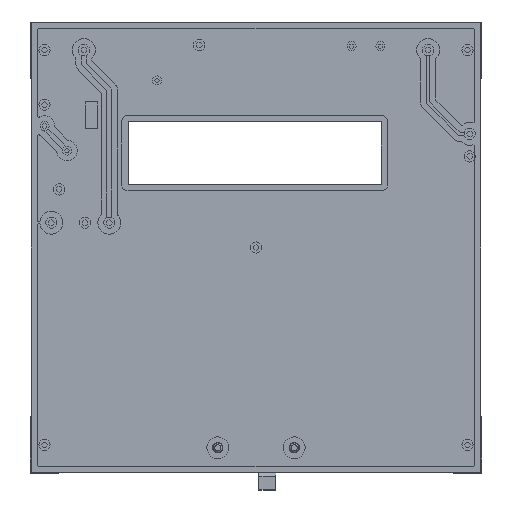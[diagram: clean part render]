
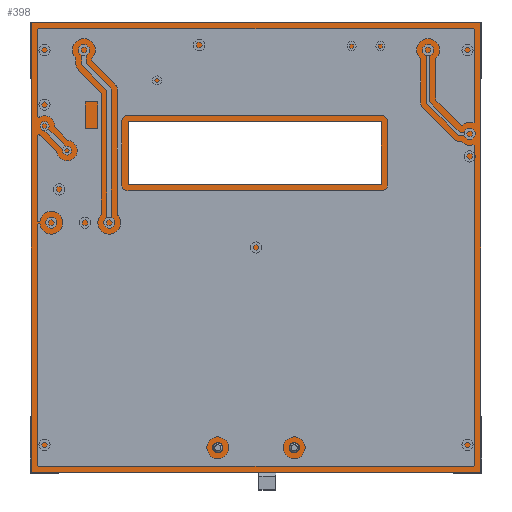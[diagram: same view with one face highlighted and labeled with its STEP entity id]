
A CAD part, top view. The second image highlights one B-rep face of the part: STEP entity #398.
In plain terms, the highlighted planar face has unit normal (0, 0, 1).
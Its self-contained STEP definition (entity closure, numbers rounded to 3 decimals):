
#89 = VERTEX_POINT('',#90);
#90 = CARTESIAN_POINT('',(130.5,-95.5,0.));
#107 = VERTEX_POINT('',#108);
#108 = CARTESIAN_POINT('',(170.5,-95.5,0.));
#114 = EDGE_CURVE('',#89,#107,#115,.T.);
#115 = LINE('',#116,#117);
#116 = CARTESIAN_POINT('',(130.5,-95.5,0.));
#117 = VECTOR('',#118,1.);
#118 = DIRECTION('',(1.,0.,0.));
#129 = VERTEX_POINT('',#130);
#130 = CARTESIAN_POINT('',(130.5,-135.5,0.));
#145 = EDGE_CURVE('',#129,#89,#146,.T.);
#146 = LINE('',#147,#148);
#147 = CARTESIAN_POINT('',(130.5,-135.5,0.));
#148 = VECTOR('',#149,1.);
#149 = DIRECTION('',(0.,1.,0.));
#169 = VERTEX_POINT('',#170);
#170 = CARTESIAN_POINT('',(170.5,-135.5,0.));
#176 = EDGE_CURVE('',#107,#169,#177,.T.);
#177 = LINE('',#178,#179);
#178 = CARTESIAN_POINT('',(170.5,-95.5,0.));
#179 = VECTOR('',#180,1.);
#180 = DIRECTION('',(0.,-1.,0.));
#198 = EDGE_CURVE('',#169,#129,#199,.T.);
#199 = LINE('',#200,#201);
#200 = CARTESIAN_POINT('',(170.5,-135.5,0.));
#201 = VECTOR('',#202,1.);
#202 = DIRECTION('',(-1.,0.,0.));
#213 = VERTEX_POINT('',#214);
#214 = CARTESIAN_POINT('',(147.55,-133.3,0.));
#230 = EDGE_CURVE('',#213,#213,#231,.T.);
#231 = CIRCLE('',#232,0.45);
#232 = AXIS2_PLACEMENT_3D('',#233,#234,#235);
#233 = CARTESIAN_POINT('',(147.1,-133.3,0.));
#234 = DIRECTION('',(0.,0.,1.));
#235 = DIRECTION('',(1.,0.,-0.));
#246 = VERTEX_POINT('',#247);
#247 = CARTESIAN_POINT('',(154.35,-133.3,0.));
#263 = EDGE_CURVE('',#246,#246,#264,.T.);
#264 = CIRCLE('',#265,0.45);
#265 = AXIS2_PLACEMENT_3D('',#266,#267,#268);
#266 = CARTESIAN_POINT('',(153.9,-133.3,0.));
#267 = DIRECTION('',(0.,0.,1.));
#268 = DIRECTION('',(1.,0.,-0.));
#279 = VERTEX_POINT('',#280);
#280 = CARTESIAN_POINT('',(139.13,-109.91,0.));
#297 = VERTEX_POINT('',#298);
#298 = CARTESIAN_POINT('',(139.13,-104.31,0.));
#304 = EDGE_CURVE('',#279,#297,#305,.T.);
#305 = LINE('',#306,#307);
#306 = CARTESIAN_POINT('',(139.13,-109.91,0.));
#307 = VECTOR('',#308,1.);
#308 = DIRECTION('',(0.,1.,0.));
#319 = VERTEX_POINT('',#320);
#320 = CARTESIAN_POINT('',(161.63,-109.91,0.));
#335 = EDGE_CURVE('',#319,#279,#336,.T.);
#336 = LINE('',#337,#338);
#337 = CARTESIAN_POINT('',(161.63,-109.91,0.));
#338 = VECTOR('',#339,1.);
#339 = DIRECTION('',(-1.,0.,0.));
#359 = VERTEX_POINT('',#360);
#360 = CARTESIAN_POINT('',(161.63,-104.31,0.));
#366 = EDGE_CURVE('',#297,#359,#367,.T.);
#367 = LINE('',#368,#369);
#368 = CARTESIAN_POINT('',(139.13,-104.31,0.));
#369 = VECTOR('',#370,1.);
#370 = DIRECTION('',(1.,0.,0.));
#388 = EDGE_CURVE('',#359,#319,#389,.T.);
#389 = LINE('',#390,#391);
#390 = CARTESIAN_POINT('',(161.63,-104.31,0.));
#391 = VECTOR('',#392,1.);
#392 = DIRECTION('',(0.,-1.,0.));
#398 = ADVANCED_FACE('',(#399,#405,#408,#411),#417,.F.);
#399 = FACE_BOUND('',#400,.F.);
#400 = EDGE_LOOP('',(#401,#402,#403,#404));
#401 = ORIENTED_EDGE('',*,*,#114,.T.);
#402 = ORIENTED_EDGE('',*,*,#176,.T.);
#403 = ORIENTED_EDGE('',*,*,#198,.T.);
#404 = ORIENTED_EDGE('',*,*,#145,.T.);
#405 = FACE_BOUND('',#406,.F.);
#406 = EDGE_LOOP('',(#407));
#407 = ORIENTED_EDGE('',*,*,#230,.T.);
#408 = FACE_BOUND('',#409,.F.);
#409 = EDGE_LOOP('',(#410));
#410 = ORIENTED_EDGE('',*,*,#263,.T.);
#411 = FACE_BOUND('',#412,.F.);
#412 = EDGE_LOOP('',(#413,#414,#415,#416));
#413 = ORIENTED_EDGE('',*,*,#304,.F.);
#414 = ORIENTED_EDGE('',*,*,#335,.F.);
#415 = ORIENTED_EDGE('',*,*,#388,.F.);
#416 = ORIENTED_EDGE('',*,*,#366,.F.);
#417 = PLANE('',#418);
#418 = AXIS2_PLACEMENT_3D('',#419,#420,#421);
#419 = CARTESIAN_POINT('',(150.5,-115.5,0.));
#420 = DIRECTION('',(-0.,-0.,-1.));
#421 = DIRECTION('',(-1.,0.,0.));
